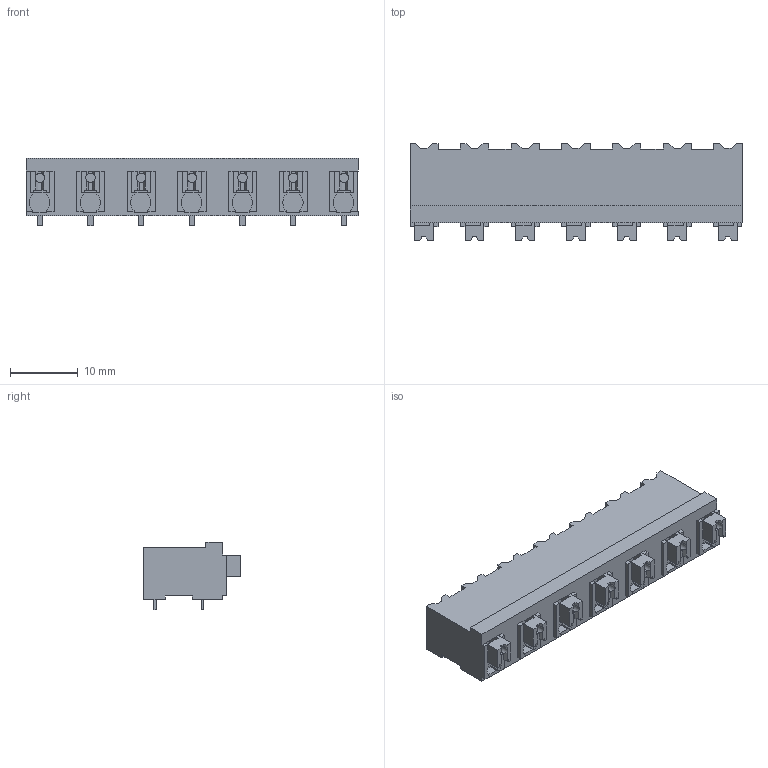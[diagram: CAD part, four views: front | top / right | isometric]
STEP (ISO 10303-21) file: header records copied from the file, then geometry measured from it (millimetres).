
FILE_DESCRIPTION(('CATIA V5 STEP Exchange','CAx-IF Rec.Pracs.--- Model Styling and Organization---1.2---2011-12-15'),'2;1');
FILE_NAME ('D1457836_0_1869790000_1869790000.stp','2018-03-15T09:50:58+00:00',('none'),('Weidmueller'),'CATIA Version 5-6 Release 2014','CATIA V5 STEP AP214','none');
FILE_SCHEMA(('AUTOMOTIVE_DESIGN { 1 0 10303 214 1 1 1 1 }'));
Length unit declared in the file: millimetre
Products named in the file (1): 1869790000
Bounding box: 49.13 x 14.3 x 10 mm (x, y, z)
Volume: 4134.1 mm3; surface area: 3241.3 mm2
Topology: 22 solids, 22 shells, 621 faces, 1790 edges, 1211 vertices
Faces by surface type: plane 565, cylinder 56
Entity records: 18435 total; most frequent: ORIENTED_EDGE 3580, CARTESIAN_POINT 3465, DIRECTION 2303, EDGE_CURVE 1790, VECTOR 1643, LINE 1643, VERTEX_POINT 1211, EDGE_LOOP 633
